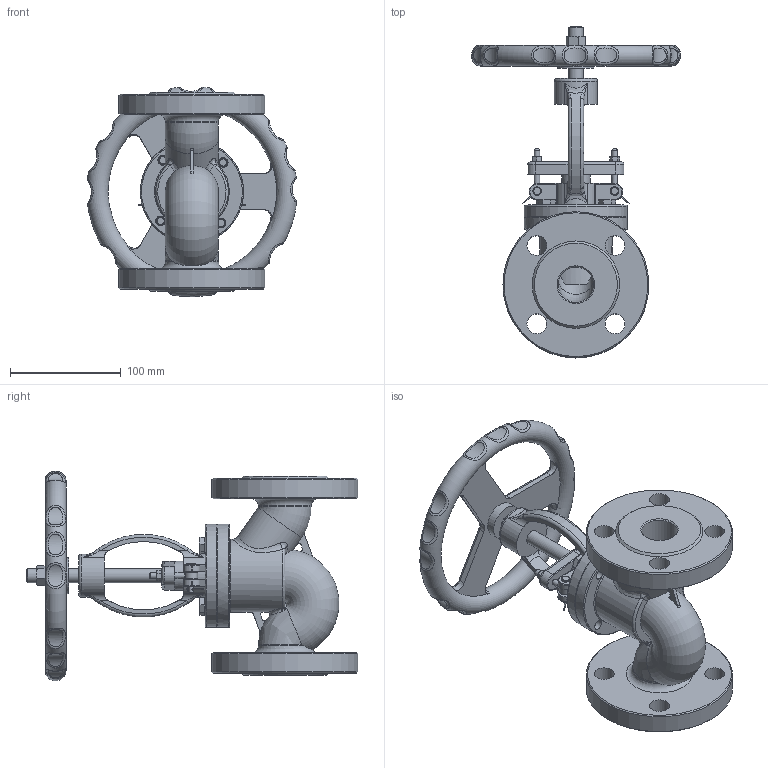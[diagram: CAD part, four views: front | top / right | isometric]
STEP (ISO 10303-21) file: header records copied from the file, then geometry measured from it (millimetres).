
FILE_DESCRIPTION(/* description */ (''),/* implementation_level */ '2;1');
FILE_NAME(/* name */ 'DN32_3D_STEP.stp',/* time_stamp */ '2025-04-20T11:33:15+03:00',/* author */ ('igorr'),/* organization */ (''),/* preprocessor_version */ 'ST-DEVELOPER v20',/* originating_system */ 'Autodesk Inventor 2025',/* authorisation */ '');
FILE_SCHEMA (('AUTOMOTIVE_DESIGN { 1 0 10303 214 3 1 1 }'));
Length unit declared in the file: millimetre
Products named in the file (6): Сборка1; Деталь1; Деталь2; ANSI B18.2.4.2M - M5x0,8; ANSI B18.2.4.2M - M10x1,5; AS 1110 - M8 x 12
Assembly tree (9 placements, depth 2):
  Сборка1
    Деталь1
    Деталь2
    ANSI B18.2.4.2M - M5x0,8  x2
    ANSI B18.2.4.2M - M10x1,5
    AS 1110 - M8 x 12  x4
Bounding box: 189.01 x 300 x 189.63 mm (x, y, z)
Volume: 1244219.5 mm3; surface area: 233206.2 mm2
Topology: 9 solids, 9 shells, 610 faces, 1495 edges, 914 vertices
Faces by surface type: plane 202, cylinder 156, bspline 118, cone 81, torus 53
Full cylindrical faces by diameter (mm): 0.91 x2, 1.3 x2, 3.9 x4, 4.134 x2, 5.2 x6, 7.8 x2, 8 x4, 8.376 x1, 8.751 x8, 13 x7, 15 x1, 18 x8, 20.8 x1, 26 x1, 32 x3, 32.5 x2, 39 x1, 48 x2, 65.723 x1, 93.308 x2, 132 x2
Entity records: 23871 total; most frequent: CARTESIAN_POINT 11602, ORIENTED_EDGE 2540, DIRECTION 2235, EDGE_CURVE 1270, AXIS2_PLACEMENT_3D 942, VERTEX_POINT 795, EDGE_LOOP 605, FACE_OUTER_BOUND 515
